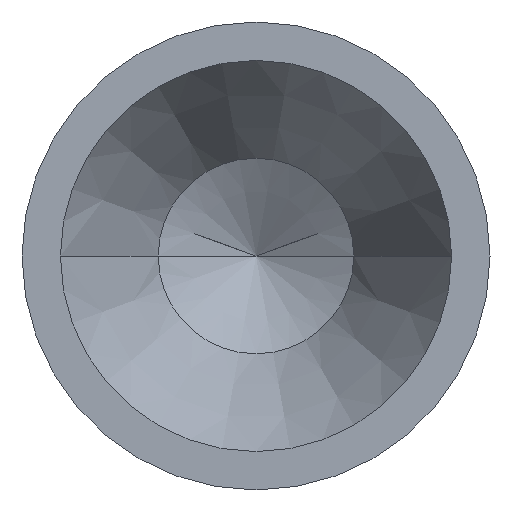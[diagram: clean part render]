
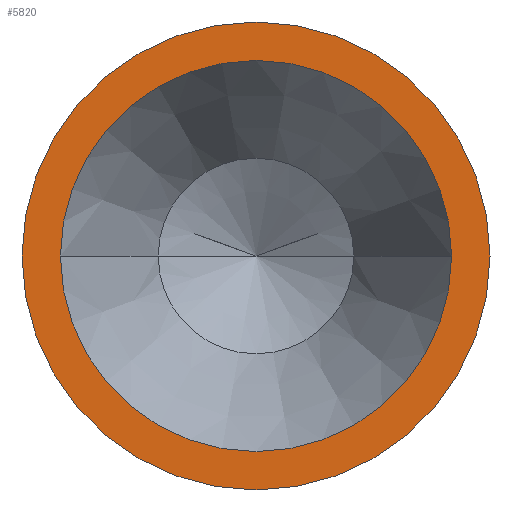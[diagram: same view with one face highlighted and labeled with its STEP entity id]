
A CAD part, front view. The second image highlights one B-rep face of the part: STEP entity #5820.
In plain terms, the highlighted planar face has unit normal (0, -1, 0).
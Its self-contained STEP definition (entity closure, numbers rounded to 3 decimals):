
#5270=CARTESIAN_POINT('',(8.265,-0.4,
-12.427));
#5280=VERTEX_POINT('',#5270);
#5360=CARTESIAN_POINT('',(11.735,-0.4,
-12.427));
#5370=VERTEX_POINT('',#5360);
#5400=CARTESIAN_POINT('',(10.,-0.4,
-12.427));
#5410=DIRECTION('',(0.,1.,0.));
#5420=DIRECTION('',(-1.,0.,0.));
#5430=AXIS2_PLACEMENT_3D('',#5400,#5410,#5420);
#5440=CIRCLE('',#5430,1.735);
#5450=EDGE_CURVE('',#5280,#5370,#5440,.T.);
#5570=CARTESIAN_POINT('',(8.408,-0.4,
-12.427));
#5580=DIRECTION('',(-0.,-1.,-0.));
#5590=DIRECTION('',(-1.,0.,0.));
#5600=AXIS2_PLACEMENT_3D('',#5570,#5580,#5590);
#5610=PLANE('',#5600);
#5620=CARTESIAN_POINT('',(10.,-0.4,
-12.427));
#5630=DIRECTION('',(0.,1.,0.));
#5640=DIRECTION('',(-1.,0.,0.));
#5650=AXIS2_PLACEMENT_3D('',#5620,#5630,#5640);
#5660=CIRCLE('',#5650,1.45);
#5670=CARTESIAN_POINT('',(8.55,-0.4,
-12.427));
#5680=VERTEX_POINT('',#5670);
#5690=CARTESIAN_POINT('',(11.45,-0.4,
-12.427));
#5700=VERTEX_POINT('',#5690);
#5710=EDGE_CURVE('',#5680,#5700,#5660,.T.);
#5720=ORIENTED_EDGE('',*,*,#5710,.T.);
#5730=EDGE_CURVE('',#5700,#5680,#5660,.T.);
#5740=ORIENTED_EDGE('',*,*,#5730,.T.);
#5750=EDGE_LOOP('',(#5740,#5720));
#5760=FACE_BOUND('',#5750,.T.);
#5770=EDGE_CURVE('',#5370,#5280,#5440,.T.);
#5780=ORIENTED_EDGE('',*,*,#5770,.F.);
#5790=ORIENTED_EDGE('',*,*,#5450,.F.);
#5800=EDGE_LOOP('',(#5790,#5780));
#5810=FACE_OUTER_BOUND('',#5800,.T.);
#5820=ADVANCED_FACE('',(#5760,#5810),#5610,.T.);
